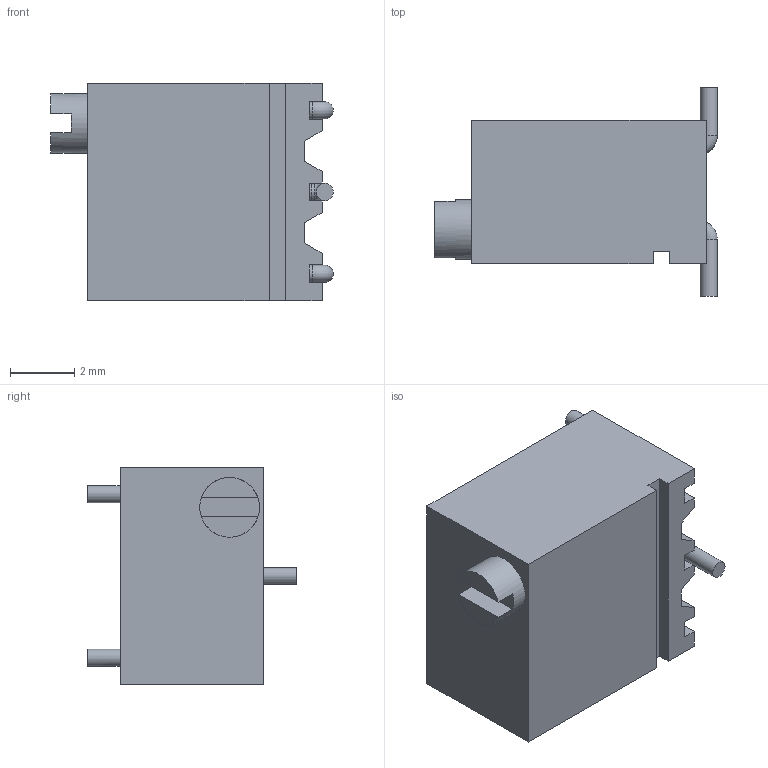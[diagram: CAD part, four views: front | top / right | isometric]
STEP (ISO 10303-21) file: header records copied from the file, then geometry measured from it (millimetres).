
FILE_DESCRIPTION(/* description */ ('STEP AP242','CAx-IF Rec.Pracs.---Representation and Presentation of Product Manufacturing Information (PMI)---4.0---2014-10-13','CAx-IF Rec.Pracs.---3D Tessellated Geometry---0.4---2014-09-14','2;1'),/* implementation_level */ '2;1');
FILE_NAME(/* name */ '61a91f7f2e60943409f265ad',/* time_stamp */ '2021-12-02T19:33:20+00:00',/* author */ (''),/* organization */ (''),/* preprocessor_version */ 'ST-DEVELOPER v18.1',/* originating_system */ ' ',/* authorisation */ ' ');
FILE_SCHEMA (('AP242_MANAGED_MODEL_BASED_3D_ENGINEERING_MIM_LF { 1 0 10303 442 1 1 4 }'));
Length unit declared in the file: metre
Products named in the file (1): 84W_SW0001
Bounding box: 8.78 x 6.48 x 6.76 mm (x, y, z)
Volume: 208.3 mm3; surface area: 296.9 mm2
Topology: 1 solids, 2 shells, 108 faces, 294 edges, 191 vertices
Faces by surface type: plane 82, cylinder 17, torus 7, cone 2
Full cylindrical faces by diameter (mm): 0.533 x8, 1.092 x1, 1.143 x1, 1.854 x1
Entity records: 3390 total; most frequent: CARTESIAN_POINT 599, ORIENTED_EDGE 520, DIRECTION 511, EDGE_CURVE 260, LINE 209, VECTOR 209, VERTEX_POINT 179, AXIS2_PLACEMENT_3D 151
